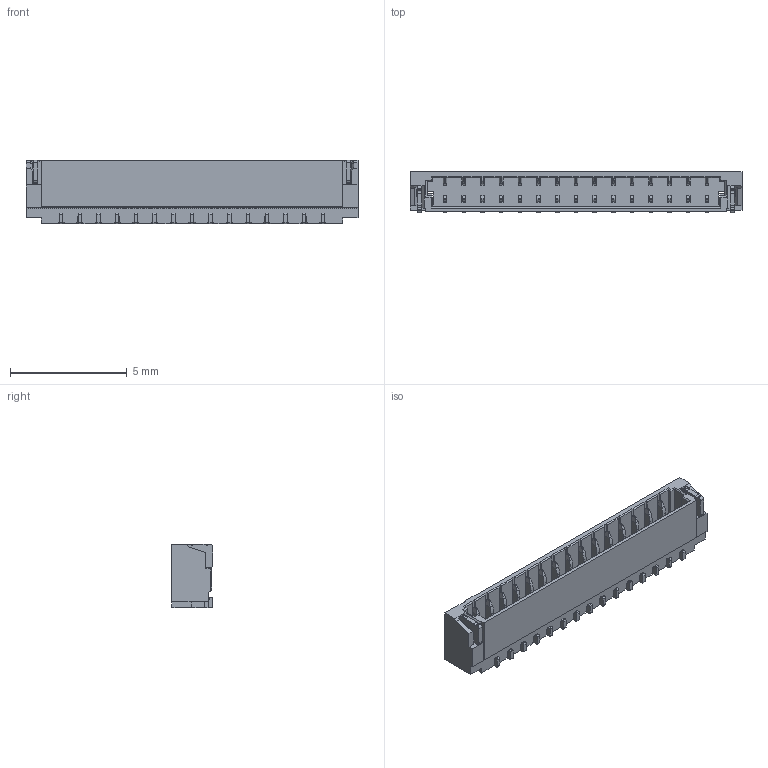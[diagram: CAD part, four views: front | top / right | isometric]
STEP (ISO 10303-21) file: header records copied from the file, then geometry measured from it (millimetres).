
FILE_DESCRIPTION(('CoCreate Modeling STEP Export'),'2;1');
FILE_NAME('WB0811H-15.stp','2021-09-09T13:53:15',(''),(''),'CoCreate Modeling STEP processor for AP214 (Solid Model)','CoCreate Modeling 16.00 13-May-2008 (C) Parametric Technology GmbH','');
FILE_SCHEMA(('AUTOMOTIVE_DESIGN { 1 0 10303 214 1 1 1 1 }'));
Length unit declared in the file: millimetre
Products named in the file (3): WB0811H-15; WB0811H-15XXX; WB0811H-15XXX.
Assembly tree (2 placements, depth 2):
  WB0811H-15XXX.
    WB0811H-15XXX
    WB0811H-15
Bounding box: 14.2 x 1.78 x 2.7 mm (x, y, z)
Volume: 35.8 mm3; surface area: 267.4 mm2
Topology: 1 solids, 1 shells, 1157 faces, 3782 edges, 2550 vertices
Faces by surface type: plane 761, cylinder 396
Entity records: 43996 total; most frequent: CARTESIAN_POINT 8585, ORIENTED_EDGE 7388, DIRECTION 6821, EDGE_CURVE 3694, VECTOR 2929, LINE 2929, VERTEX_POINT 2374, AXIS2_PLACEMENT_3D 1946
